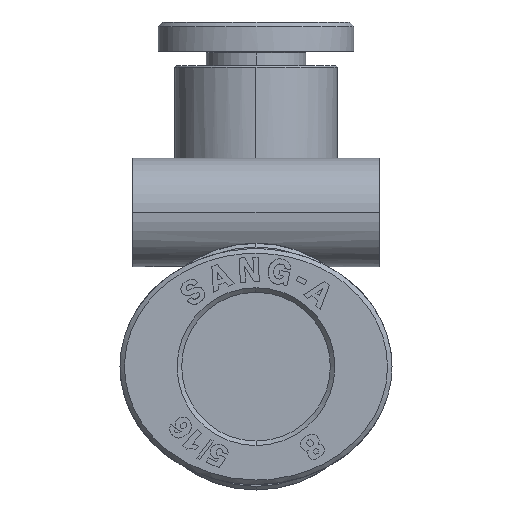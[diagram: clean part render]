
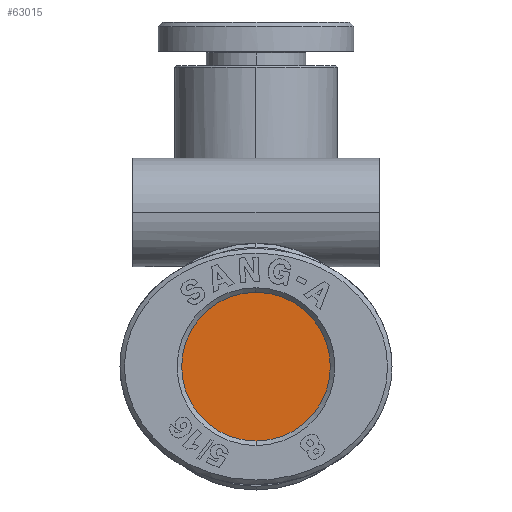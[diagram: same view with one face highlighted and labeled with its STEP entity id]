
A CAD part, left-side view. The second image highlights one B-rep face of the part: STEP entity #63015.
In plain terms, the highlighted planar face has unit normal (-1, 0, 0).
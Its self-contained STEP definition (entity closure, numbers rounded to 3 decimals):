
#913=CARTESIAN_POINT('',(-5.8,0.0,4.05));
#914=VERTEX_POINT('',#913);
#930=CARTESIAN_POINT('',(-5.8,0.,-4.15));
#931=VERTEX_POINT('',#930);
#938=CARTESIAN_POINT('',(-5.8,0.0,-0.05));
#939=DIRECTION('',(1.0,0.0,0.0));
#940=DIRECTION('',(0.0,0.0,1.0));
#941=AXIS2_PLACEMENT_3D('',#938,#939,#940);
#942=CIRCLE('',#941,4.1);
#943=EDGE_CURVE('',#931,#914,#942,.T.);
#62994=CARTESIAN_POINT('',(-5.8,0.0,-0.05));
#62995=DIRECTION('',(1.0,0.0,0.0));
#62996=DIRECTION('',(0.0,0.0,1.0));
#62997=AXIS2_PLACEMENT_3D('',#62994,#62995,#62996);
#62998=CIRCLE('',#62997,4.1);
#62999=EDGE_CURVE('',#914,#931,#62998,.T.);
#63006=CARTESIAN_POINT('',(-5.8,0.0,-0.05));
#63007=DIRECTION('',(1.0,0.0,0.0));
#63008=DIRECTION('',(0.0,0.0,1.0));
#63009=AXIS2_PLACEMENT_3D('',#63006,#63007,#63008);
#63010=PLANE('',#63009);
#63011=ORIENTED_EDGE('',*,*,#62999,.F.);
#63012=ORIENTED_EDGE('',*,*,#943,.F.);
#63013=EDGE_LOOP('',(#63011,#63012));
#63014=FACE_OUTER_BOUND('',#63013,.T.);
#63015=ADVANCED_FACE('',(#63014),#63010,.F.);
